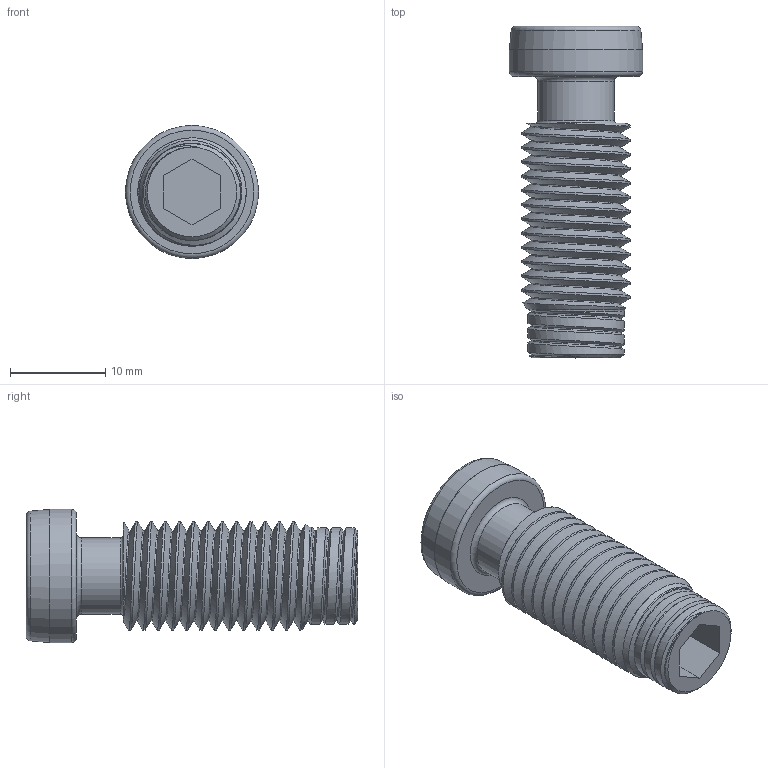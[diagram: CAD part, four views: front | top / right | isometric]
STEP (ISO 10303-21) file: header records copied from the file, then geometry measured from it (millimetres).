
FILE_DESCRIPTION((''),'2;1');
FILE_NAME('AR3577.stp','2016-08-05T12:36:29',('Envy'),(''),'Autodesk Inventor 2013','Autodesk Inventor 2013','');
FILE_SCHEMA(('AUTOMOTIVE_DESIGN { 1 0 10303 214 1 1 1 1 }'));
Length unit declared in the file: millimetre
Products named in the file (1): AR3577
Bounding box: 14 x 34.9 x 14 mm (x, y, z)
Volume: 2863.8 mm3; surface area: 2205.3 mm2
Topology: 1 solids, 1 shells, 36 faces, 150 edges, 120 vertices
Faces by surface type: plane 18, torus 8, cylinder 4, cone 3, bspline 3
Full cylindrical faces by diameter (mm): 8 x1, 14 x1
Entity records: 5060 total; most frequent: CARTESIAN_POINT 4005, ORIENTED_EDGE 282, DIRECTION 144, EDGE_CURVE 141, VERTEX_POINT 119, AXIS2_PLACEMENT_3D 54, EDGE_LOOP 48, FACE_OUTER_BOUND 36
